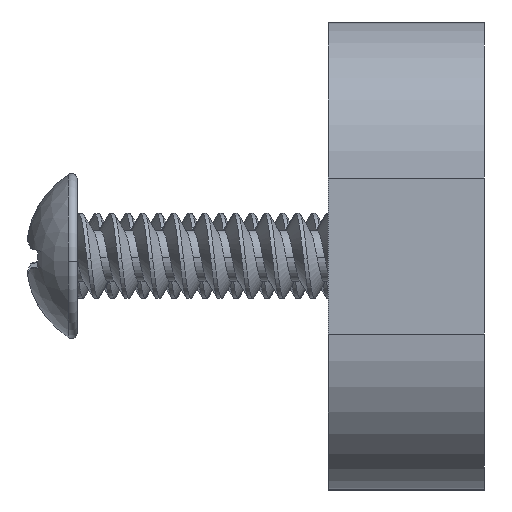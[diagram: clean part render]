
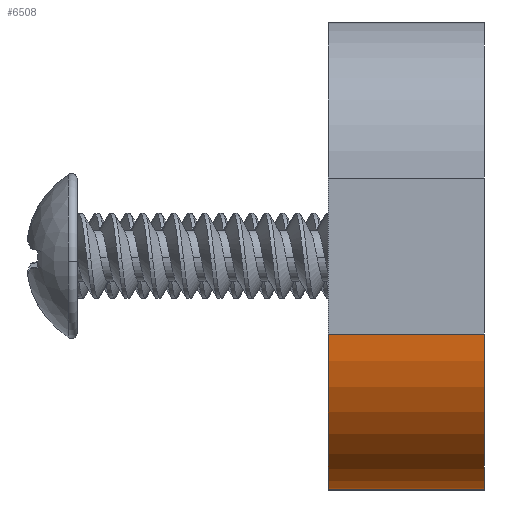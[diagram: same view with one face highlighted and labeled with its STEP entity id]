
A CAD part, left-side view. The second image highlights one B-rep face of the part: STEP entity #6508.
In plain terms, the highlighted cylindrical face has radius 4 mm (diameter 8 mm), a partial arc.
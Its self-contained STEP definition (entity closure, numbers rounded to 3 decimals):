
#13 = CARTESIAN_POINT ( 'NONE',  ( -20., 0., -2. ) ) ;
#256 = CARTESIAN_POINT ( 'NONE',  ( -16., 0., -2. ) ) ;
#607 = LINE ( 'NONE', #2801, #5986 ) ;
#688 = CARTESIAN_POINT ( 'NONE',  ( -16., 4., -6. ) ) ;
#857 = CIRCLE ( 'NONE', #4671, 4. ) ;
#942 = CYLINDRICAL_SURFACE ( 'NONE', #1587, 4. ) ;
#1108 = VERTEX_POINT ( 'NONE', #13 ) ;
#1240 = CARTESIAN_POINT ( 'NONE',  ( -16., 4., -2. ) ) ;
#1569 = VERTEX_POINT ( 'NONE', #6451 ) ;
#1587 = AXIS2_PLACEMENT_3D ( 'NONE', #2192, #4231, #4802 ) ;
#1867 = DIRECTION ( 'NONE',  ( 0., -1., 0. ) ) ;
#1951 = VERTEX_POINT ( 'NONE', #2658 ) ;
#2192 = CARTESIAN_POINT ( 'NONE',  ( -16., 4., -2. ) ) ;
#2409 = DIRECTION ( 'NONE',  ( 0., 1., 0. ) ) ;
#2658 = CARTESIAN_POINT ( 'NONE',  ( -20., 4., -2. ) ) ;
#2801 = CARTESIAN_POINT ( 'NONE',  ( -20., 4., -2. ) ) ;
#2823 = DIRECTION ( 'NONE',  ( 0., -1., 0. ) ) ;
#2842 = ORIENTED_EDGE ( 'NONE', *, *, #6240, .F. ) ;
#3013 = ORIENTED_EDGE ( 'NONE', *, *, #4025, .F. ) ;
#3312 = ORIENTED_EDGE ( 'NONE', *, *, #4914, .F. ) ;
#3933 = EDGE_LOOP ( 'NONE', ( #3013, #3312, #2842, #4534 ) ) ;
#4020 = DIRECTION ( 'NONE',  ( 0., 0., -1. ) ) ;
#4025 = EDGE_CURVE ( 'NONE', #6684, #1951, #857, .T. ) ;
#4231 = DIRECTION ( 'NONE',  ( 0., -1., 0. ) ) ;
#4440 = DIRECTION ( 'NONE',  ( 0., 0., -1. ) ) ;
#4534 = ORIENTED_EDGE ( 'NONE', *, *, #4779, .F. ) ;
#4595 = CARTESIAN_POINT ( 'NONE',  ( -16., 4., -6. ) ) ;
#4671 = AXIS2_PLACEMENT_3D ( 'NONE', #1240, #2409, #4440 ) ;
#4779 = EDGE_CURVE ( 'NONE', #1951, #1108, #607, .T. ) ;
#4802 = DIRECTION ( 'NONE',  ( 0., 0., -1. ) ) ;
#4914 = EDGE_CURVE ( 'NONE', #1569, #6684, #5246, .T. ) ;
#5246 = LINE ( 'NONE', #4595, #6483 ) ;
#5261 = CIRCLE ( 'NONE', #6333, 4. ) ;
#5604 = FACE_OUTER_BOUND ( 'NONE', #3933, .T. ) ;
#5986 = VECTOR ( 'NONE', #2823, 1000. ) ;
#6194 = DIRECTION ( 'NONE',  ( 0., 1., 0. ) ) ;
#6240 = EDGE_CURVE ( 'NONE', #1108, #1569, #5261, .T. ) ;
#6333 = AXIS2_PLACEMENT_3D ( 'NONE', #256, #1867, #4020 ) ;
#6451 = CARTESIAN_POINT ( 'NONE',  ( -16., 0., -6. ) ) ;
#6483 = VECTOR ( 'NONE', #6194, 1000. ) ;
#6508 = ADVANCED_FACE ( 'NONE', ( #5604 ), #942, .T. ) ;
#6684 = VERTEX_POINT ( 'NONE', #688 ) ;
